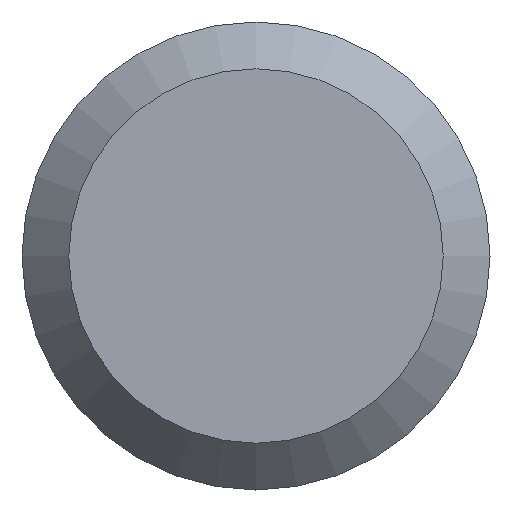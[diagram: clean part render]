
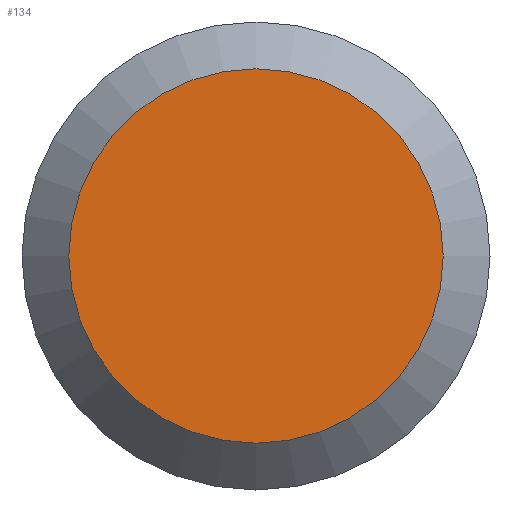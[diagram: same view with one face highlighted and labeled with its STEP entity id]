
A CAD part, left-side view. The second image highlights one B-rep face of the part: STEP entity #134.
In plain terms, the highlighted planar face has unit normal (-1, 0, 0).
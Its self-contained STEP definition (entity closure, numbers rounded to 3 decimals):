
#13 = CARTESIAN_POINT ( 'NONE',  ( 0., 1.95, 0. ) ) ;
#57 = AXIS2_PLACEMENT_3D ( 'NONE', #13, #213, #119 ) ;
#87 = AXIS2_PLACEMENT_3D ( 'NONE', #109, #92, #203 ) ;
#92 = DIRECTION ( 'NONE',  ( -1., 0., 0. ) ) ;
#98 = CARTESIAN_POINT ( 'NONE',  ( 0., 0., -1.56 ) ) ;
#103 = EDGE_CURVE ( 'NONE', #121, #121, #126, .T. ) ;
#109 = CARTESIAN_POINT ( 'NONE',  ( 0., 0., 0. ) ) ;
#119 = DIRECTION ( 'NONE',  ( 0., 0., -1. ) ) ;
#121 = VERTEX_POINT ( 'NONE', #98 ) ;
#126 = CIRCLE ( 'NONE', #87, 1.56 ) ;
#131 = FACE_OUTER_BOUND ( 'NONE', #202, .T. ) ;
#134 = ADVANCED_FACE ( 'NONE', ( #131 ), #192, .F. ) ;
#188 = ORIENTED_EDGE ( 'NONE', *, *, #103, .T. ) ;
#192 = PLANE ( 'NONE',  #57 ) ;
#202 = EDGE_LOOP ( 'NONE', ( #188 ) ) ;
#203 = DIRECTION ( 'NONE',  ( 0., 0., -1. ) ) ;
#213 = DIRECTION ( 'NONE',  ( 1., 0., 0. ) ) ;
